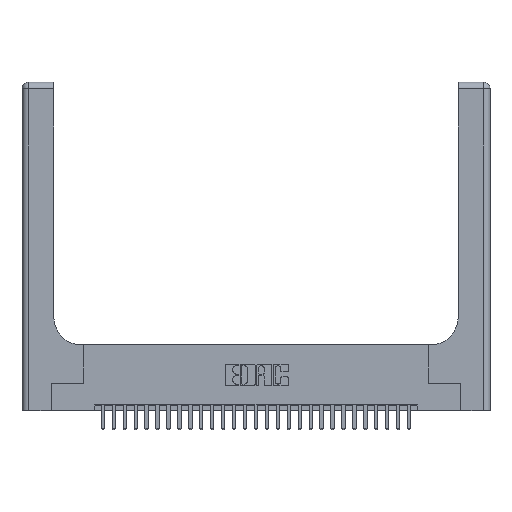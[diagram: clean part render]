
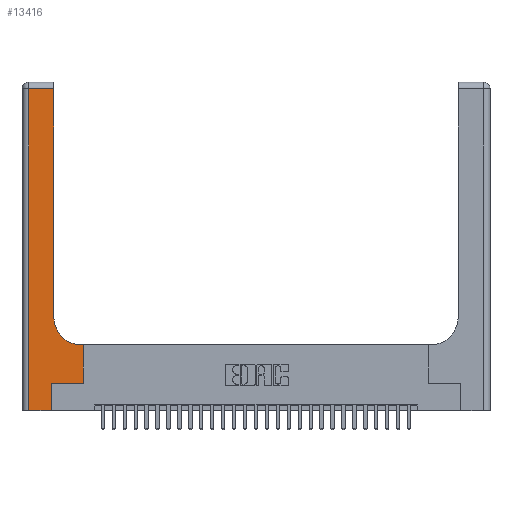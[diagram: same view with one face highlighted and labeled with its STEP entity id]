
A CAD part, top view. The second image highlights one B-rep face of the part: STEP entity #13416.
In plain terms, the highlighted planar face has unit normal (0, 0, 1).
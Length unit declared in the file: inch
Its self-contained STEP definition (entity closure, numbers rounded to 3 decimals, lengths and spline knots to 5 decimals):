
#462 = ORIENTED_EDGE ( 'NONE', *, *, #7802, .T. ) ;
#481 = CARTESIAN_POINT ( 'NONE',  ( 0.5585, 0.25, 0.37 ) ) ;
#750 = CIRCLE ( 'NONE', #17951, 0.25 ) ;
#2162 = PLANE ( 'NONE',  #11224 ) ;
#2300 = CARTESIAN_POINT ( 'NONE',  ( 0., 2.94, 0.37 ) ) ;
#2307 = CARTESIAN_POINT ( 'NONE',  ( 0.5585, 0.6, 0.37 ) ) ;
#2667 = CARTESIAN_POINT ( 'NONE',  ( 0.2915, 0.6, 0.37 ) ) ;
#2839 = CARTESIAN_POINT ( 'NONE',  ( 0.5415, 0.85, 0.37 ) ) ;
#4384 = EDGE_CURVE ( 'NONE', #26191, #8661, #17294, .T. ) ;
#4506 = DIRECTION ( 'NONE',  ( 0., 0., -1. ) ) ;
#4512 = VERTEX_POINT ( 'NONE', #29742 ) ;
#4630 = DIRECTION ( 'NONE',  ( -1., 0., 0. ) ) ;
#5180 = DIRECTION ( 'NONE',  ( 1., 0., 0. ) ) ;
#6070 = LINE ( 'NONE', #24355, #11498 ) ;
#6629 = ORIENTED_EDGE ( 'NONE', *, *, #23636, .T. ) ;
#6772 = CARTESIAN_POINT ( 'NONE',  ( 0., 0., 0.37 ) ) ;
#7112 = CARTESIAN_POINT ( 'NONE',  ( 0.06, 3., 0.37 ) ) ;
#7802 = EDGE_CURVE ( 'NONE', #4512, #16325, #19957, .T. ) ;
#8043 = LINE ( 'NONE', #15217, #25715 ) ;
#8062 = VERTEX_POINT ( 'NONE', #21456 ) ;
#8661 = VERTEX_POINT ( 'NONE', #481 ) ;
#9431 = DIRECTION ( 'NONE',  ( 0., -1., 0. ) ) ;
#9914 = ORIENTED_EDGE ( 'NONE', *, *, #17997, .T. ) ;
#10022 = ORIENTED_EDGE ( 'NONE', *, *, #10315, .T. ) ;
#10116 = CARTESIAN_POINT ( 'NONE',  ( 0.269, 0., 0.37 ) ) ;
#10315 = EDGE_CURVE ( 'NONE', #12190, #8062, #750, .T. ) ;
#10408 = CARTESIAN_POINT ( 'NONE',  ( 0.2915, 2.94, 0.37 ) ) ;
#10547 = DIRECTION ( 'NONE',  ( 0., 1., 0. ) ) ;
#11224 = AXIS2_PLACEMENT_3D ( 'NONE', #15994, #4506, #20605 ) ;
#11498 = VECTOR ( 'NONE', #10547, 39.37008 ) ;
#11552 = VERTEX_POINT ( 'NONE', #23625 ) ;
#11755 = VERTEX_POINT ( 'NONE', #10408 ) ;
#11763 = CARTESIAN_POINT ( 'NONE',  ( 0.269, 0., 0.37 ) ) ;
#11842 = VECTOR ( 'NONE', #18705, 39.37008 ) ;
#12190 = VERTEX_POINT ( 'NONE', #28114 ) ;
#12399 = VECTOR ( 'NONE', #20578, 39.37008 ) ;
#13102 = ORIENTED_EDGE ( 'NONE', *, *, #14463, .T. ) ;
#13416 = ADVANCED_FACE ( 'NONE', ( #26275 ), #2162, .F. ) ;
#13485 = ORIENTED_EDGE ( 'NONE', *, *, #26400, .T. ) ;
#14463 = EDGE_CURVE ( 'NONE', #8062, #11755, #6070, .T. ) ;
#14826 = EDGE_CURVE ( 'NONE', #16325, #26191, #22631, .T. ) ;
#15217 = CARTESIAN_POINT ( 'NONE',  ( 0.5585, 0.25, 0.37 ) ) ;
#15425 = ORIENTED_EDGE ( 'NONE', *, *, #4384, .T. ) ;
#15519 = CARTESIAN_POINT ( 'NONE',  ( 0.269, 0.25, 0.37 ) ) ;
#15979 = VECTOR ( 'NONE', #4630, 39.37008 ) ;
#15994 = CARTESIAN_POINT ( 'NONE',  ( 0., 3., 0.37 ) ) ;
#16325 = VERTEX_POINT ( 'NONE', #10116 ) ;
#16582 = VECTOR ( 'NONE', #24751, 39.37008 ) ;
#17294 = LINE ( 'NONE', #20009, #16582 ) ;
#17523 = DIRECTION ( 'NONE',  ( 0., 1., 0. ) ) ;
#17713 = EDGE_CURVE ( 'NONE', #8661, #21777, #8043, .T. ) ;
#17951 = AXIS2_PLACEMENT_3D ( 'NONE', #2839, #18959, #5180 ) ;
#17997 = EDGE_CURVE ( 'NONE', #21777, #12190, #25343, .T. ) ;
#18705 = DIRECTION ( 'NONE',  ( 0., 1., 0. ) ) ;
#18794 = DIRECTION ( 'NONE',  ( -1., 0., 0. ) ) ;
#18959 = DIRECTION ( 'NONE',  ( 0., 0., -1. ) ) ;
#19957 = LINE ( 'NONE', #6772, #12399 ) ;
#20009 = CARTESIAN_POINT ( 'NONE',  ( 0.269, 0.25, 0.37 ) ) ;
#20578 = DIRECTION ( 'NONE',  ( 1., 0., 0. ) ) ;
#20605 = DIRECTION ( 'NONE',  ( -1., 0., 0. ) ) ;
#20749 = VECTOR ( 'NONE', #9431, 39.37008 ) ;
#21346 = LINE ( 'NONE', #2300, #15979 ) ;
#21456 = CARTESIAN_POINT ( 'NONE',  ( 0.2915, 0.85, 0.37 ) ) ;
#21777 = VERTEX_POINT ( 'NONE', #2307 ) ;
#22393 = EDGE_LOOP ( 'NONE', ( #13102, #6629, #13485, #462, #22710, #15425, #23887, #9914, #10022 ) ) ;
#22631 = LINE ( 'NONE', #11763, #11842 ) ;
#22710 = ORIENTED_EDGE ( 'NONE', *, *, #14826, .T. ) ;
#23625 = CARTESIAN_POINT ( 'NONE',  ( 0.06, 2.94, 0.37 ) ) ;
#23636 = EDGE_CURVE ( 'NONE', #11755, #11552, #21346, .T. ) ;
#23887 = ORIENTED_EDGE ( 'NONE', *, *, #17713, .T. ) ;
#24355 = CARTESIAN_POINT ( 'NONE',  ( 0.2915, 3., 0.37 ) ) ;
#24751 = DIRECTION ( 'NONE',  ( 1., 0., 0. ) ) ;
#25343 = LINE ( 'NONE', #2667, #26062 ) ;
#25715 = VECTOR ( 'NONE', #17523, 39.37008 ) ;
#26062 = VECTOR ( 'NONE', #18794, 39.37008 ) ;
#26191 = VERTEX_POINT ( 'NONE', #15519 ) ;
#26275 = FACE_OUTER_BOUND ( 'NONE', #22393, .T. ) ;
#26400 = EDGE_CURVE ( 'NONE', #11552, #4512, #26863, .T. ) ;
#26863 = LINE ( 'NONE', #7112, #20749 ) ;
#28114 = CARTESIAN_POINT ( 'NONE',  ( 0.5415, 0.6, 0.37 ) ) ;
#29742 = CARTESIAN_POINT ( 'NONE',  ( 0.06, 0., 0.37 ) ) ;
